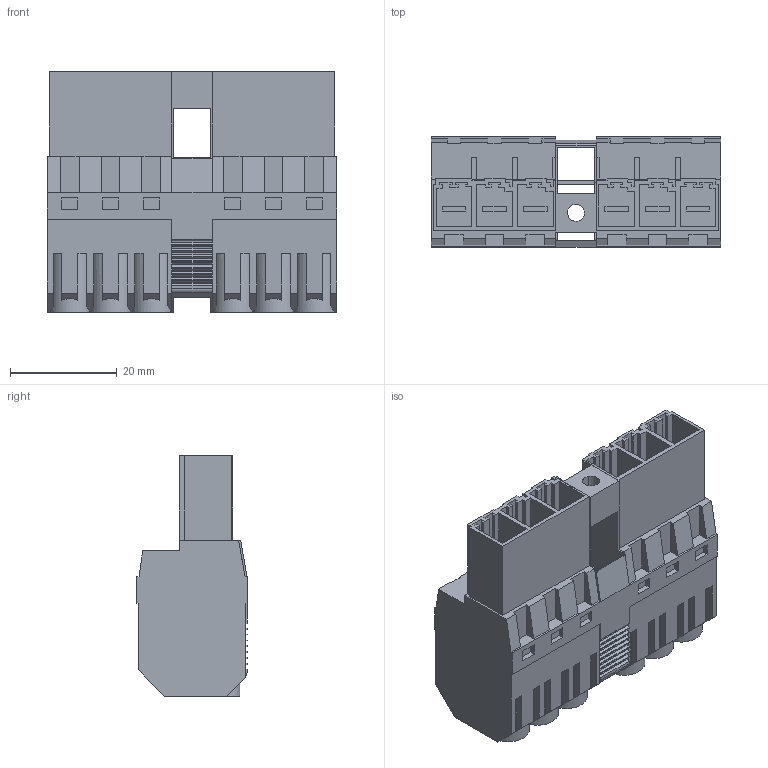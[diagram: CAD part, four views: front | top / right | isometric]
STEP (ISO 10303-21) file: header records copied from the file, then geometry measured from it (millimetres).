
FILE_DESCRIPTION(('CATIA V5 STEP Exchange','CAx-IF Rec.Pracs.--- Model Styling and Organization---1.4--- 2014-01-23'),'2;1');
FILE_NAME ('123917-1_0_1061180000_1061180000.stp','2022-10-14T09:45:51+00:00',('none'),('Weidmueller'),'CATIA Version 5-6 Release 2016 SP3 HF44','CATIA V5 STEP AP214','none');
FILE_SCHEMA(('AUTOMOTIVE_DESIGN { 1 0 10303 214 1 1 1 1 }'));
Length unit declared in the file: millimetre
Products named in the file (1): 1061180000
Bounding box: 54.24 x 20.6 x 45.01 mm (x, y, z)
Volume: 24361.3 mm3; surface area: 17007.6 mm2
Topology: 8 solids, 8 shells, 694 faces, 1911 edges, 1259 vertices
Faces by surface type: plane 624, cylinder 70
Entity records: 20369 total; most frequent: ORIENTED_EDGE 3822, CARTESIAN_POINT 3750, DIRECTION 2751, EDGE_CURVE 1911, VECTOR 1743, LINE 1743, VERTEX_POINT 1259, EDGE_LOOP 732
